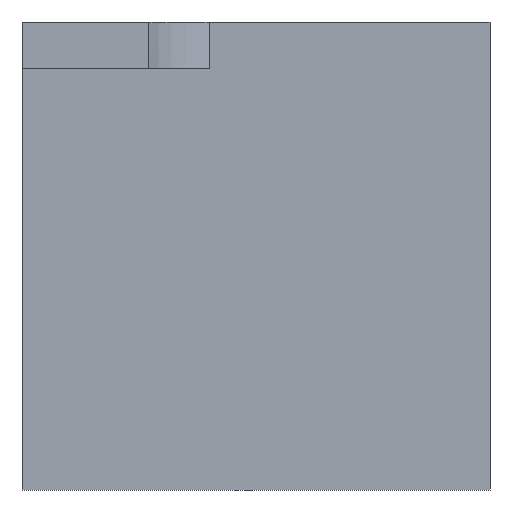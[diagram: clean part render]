
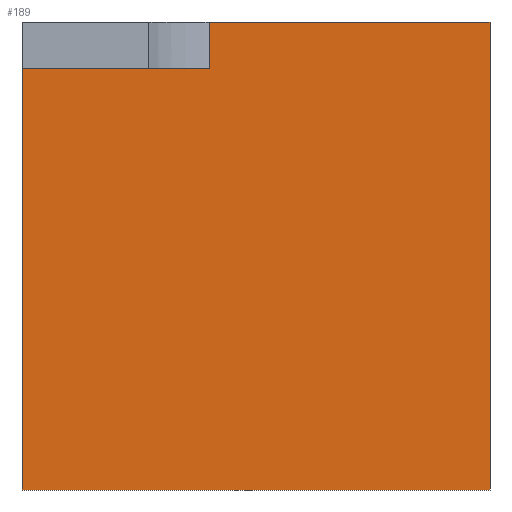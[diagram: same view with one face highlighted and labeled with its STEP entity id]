
A CAD part, front view. The second image highlights one B-rep face of the part: STEP entity #189.
In plain terms, the highlighted planar face has unit normal (0, -1, 0).
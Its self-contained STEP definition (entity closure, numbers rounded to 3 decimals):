
#21 = EDGE_CURVE('',#22,#24,#26,.T.);
#22 = VERTEX_POINT('',#23);
#23 = CARTESIAN_POINT('',(0.,0.,0.));
#24 = VERTEX_POINT('',#25);
#25 = CARTESIAN_POINT('',(0.,0.,0.9));
#26 = SURFACE_CURVE('',#27,(#31,#43),.PCURVE_S1.);
#27 = LINE('',#28,#29);
#28 = CARTESIAN_POINT('',(0.,0.,0.));
#29 = VECTOR('',#30,1.);
#30 = DIRECTION('',(0.,0.,1.));
#31 = PCURVE('',#32,#37);
#32 = PLANE('',#33);
#33 = AXIS2_PLACEMENT_3D('',#34,#35,#36);
#34 = CARTESIAN_POINT('',(0.,0.,0.));
#35 = DIRECTION('',(1.,0.,-0.));
#36 = DIRECTION('',(0.,0.,1.));
#37 = DEFINITIONAL_REPRESENTATION('',(#38),#42);
#38 = LINE('',#39,#40);
#39 = CARTESIAN_POINT('',(0.,0.));
#40 = VECTOR('',#41,1.);
#41 = DIRECTION('',(1.,0.));
#42 = ( GEOMETRIC_REPRESENTATION_CONTEXT(2) 
PARAMETRIC_REPRESENTATION_CONTEXT() REPRESENTATION_CONTEXT('2D SPACE',''
  ) );
#43 = PCURVE('',#44,#49);
#44 = PLANE('',#45);
#45 = AXIS2_PLACEMENT_3D('',#46,#47,#48);
#46 = CARTESIAN_POINT('',(0.,0.,0.));
#47 = DIRECTION('',(-0.,1.,0.));
#48 = DIRECTION('',(0.,0.,1.));
#49 = DEFINITIONAL_REPRESENTATION('',(#50),#54);
#50 = LINE('',#51,#52);
#51 = CARTESIAN_POINT('',(0.,0.));
#52 = VECTOR('',#53,1.);
#53 = DIRECTION('',(1.,0.));
#54 = ( GEOMETRIC_REPRESENTATION_CONTEXT(2) 
PARAMETRIC_REPRESENTATION_CONTEXT() REPRESENTATION_CONTEXT('2D SPACE',''
  ) );
#72 = PLANE('',#73);
#73 = AXIS2_PLACEMENT_3D('',#74,#75,#76);
#74 = CARTESIAN_POINT('',(0.,0.,0.));
#75 = DIRECTION('',(0.,0.,1.));
#76 = DIRECTION('',(1.,0.,-0.));
#179 = PLANE('',#180);
#180 = AXIS2_PLACEMENT_3D('',#181,#182,#183);
#181 = CARTESIAN_POINT('',(-0.6,-0.4,0.9));
#182 = DIRECTION('',(0.,0.,1.));
#183 = DIRECTION('',(1.,0.,-0.));
#189 = ADVANCED_FACE('',(#190),#44,.F.);
#190 = FACE_BOUND('',#191,.F.);
#191 = EDGE_LOOP('',(#192,#222,#243,#244,#265,#291));
#192 = ORIENTED_EDGE('',*,*,#193,.F.);
#193 = EDGE_CURVE('',#194,#196,#198,.T.);
#194 = VERTEX_POINT('',#195);
#195 = CARTESIAN_POINT('',(1.,0.,0.));
#196 = VERTEX_POINT('',#197);
#197 = CARTESIAN_POINT('',(1.,0.,1.));
#198 = SURFACE_CURVE('',#199,(#203,#210),.PCURVE_S1.);
#199 = LINE('',#200,#201);
#200 = CARTESIAN_POINT('',(1.,0.,0.));
#201 = VECTOR('',#202,1.);
#202 = DIRECTION('',(0.,0.,1.));
#203 = PCURVE('',#44,#204);
#204 = DEFINITIONAL_REPRESENTATION('',(#205),#209);
#205 = LINE('',#206,#207);
#206 = CARTESIAN_POINT('',(0.,1.));
#207 = VECTOR('',#208,1.);
#208 = DIRECTION('',(1.,0.));
#209 = ( GEOMETRIC_REPRESENTATION_CONTEXT(2) 
PARAMETRIC_REPRESENTATION_CONTEXT() REPRESENTATION_CONTEXT('2D SPACE',''
  ) );
#210 = PCURVE('',#211,#216);
#211 = PLANE('',#212);
#212 = AXIS2_PLACEMENT_3D('',#213,#214,#215);
#213 = CARTESIAN_POINT('',(1.,0.,0.));
#214 = DIRECTION('',(1.,0.,-0.));
#215 = DIRECTION('',(0.,0.,1.));
#216 = DEFINITIONAL_REPRESENTATION('',(#217),#221);
#217 = LINE('',#218,#219);
#218 = CARTESIAN_POINT('',(0.,0.));
#219 = VECTOR('',#220,1.);
#220 = DIRECTION('',(1.,0.));
#221 = ( GEOMETRIC_REPRESENTATION_CONTEXT(2) 
PARAMETRIC_REPRESENTATION_CONTEXT() REPRESENTATION_CONTEXT('2D SPACE',''
  ) );
#222 = ORIENTED_EDGE('',*,*,#223,.F.);
#223 = EDGE_CURVE('',#22,#194,#224,.T.);
#224 = SURFACE_CURVE('',#225,(#229,#236),.PCURVE_S1.);
#225 = LINE('',#226,#227);
#226 = CARTESIAN_POINT('',(0.,0.,0.));
#227 = VECTOR('',#228,1.);
#228 = DIRECTION('',(1.,0.,-0.));
#229 = PCURVE('',#44,#230);
#230 = DEFINITIONAL_REPRESENTATION('',(#231),#235);
#231 = LINE('',#232,#233);
#232 = CARTESIAN_POINT('',(0.,0.));
#233 = VECTOR('',#234,1.);
#234 = DIRECTION('',(0.,1.));
#235 = ( GEOMETRIC_REPRESENTATION_CONTEXT(2) 
PARAMETRIC_REPRESENTATION_CONTEXT() REPRESENTATION_CONTEXT('2D SPACE',''
  ) );
#236 = PCURVE('',#72,#237);
#237 = DEFINITIONAL_REPRESENTATION('',(#238),#242);
#238 = LINE('',#239,#240);
#239 = CARTESIAN_POINT('',(0.,0.));
#240 = VECTOR('',#241,1.);
#241 = DIRECTION('',(1.,0.));
#242 = ( GEOMETRIC_REPRESENTATION_CONTEXT(2) 
PARAMETRIC_REPRESENTATION_CONTEXT() REPRESENTATION_CONTEXT('2D SPACE',''
  ) );
#243 = ORIENTED_EDGE('',*,*,#21,.T.);
#244 = ORIENTED_EDGE('',*,*,#245,.T.);
#245 = EDGE_CURVE('',#24,#246,#248,.T.);
#246 = VERTEX_POINT('',#247);
#247 = CARTESIAN_POINT('',(0.4,0.,0.9));
#248 = SURFACE_CURVE('',#249,(#253,#259),.PCURVE_S1.);
#249 = LINE('',#250,#251);
#250 = CARTESIAN_POINT('',(-0.3,0.,0.9));
#251 = VECTOR('',#252,1.);
#252 = DIRECTION('',(1.,0.,-0.));
#253 = PCURVE('',#44,#254);
#254 = DEFINITIONAL_REPRESENTATION('',(#255),#258);
#255 = B_SPLINE_CURVE_WITH_KNOTS('',1,(#256,#257),.UNSPECIFIED.,.F.,.F.,
  (2,2),(0.3,0.7),.PIECEWISE_BEZIER_KNOTS.);
#256 = CARTESIAN_POINT('',(0.9,0.));
#257 = CARTESIAN_POINT('',(0.9,0.4));
#258 = ( GEOMETRIC_REPRESENTATION_CONTEXT(2) 
PARAMETRIC_REPRESENTATION_CONTEXT() REPRESENTATION_CONTEXT('2D SPACE',''
  ) );
#259 = PCURVE('',#179,#260);
#260 = DEFINITIONAL_REPRESENTATION('',(#261),#264);
#261 = B_SPLINE_CURVE_WITH_KNOTS('',1,(#262,#263),.UNSPECIFIED.,.F.,.F.,
  (2,2),(0.3,0.7),.PIECEWISE_BEZIER_KNOTS.);
#262 = CARTESIAN_POINT('',(0.6,0.4));
#263 = CARTESIAN_POINT('',(1.,0.4));
#264 = ( GEOMETRIC_REPRESENTATION_CONTEXT(2) 
PARAMETRIC_REPRESENTATION_CONTEXT() REPRESENTATION_CONTEXT('2D SPACE',''
  ) );
#265 = ORIENTED_EDGE('',*,*,#266,.F.);
#266 = EDGE_CURVE('',#267,#246,#269,.T.);
#267 = VERTEX_POINT('',#268);
#268 = CARTESIAN_POINT('',(0.4,0.,1.));
#269 = SURFACE_CURVE('',#270,(#274,#280),.PCURVE_S1.);
#270 = LINE('',#271,#272);
#271 = CARTESIAN_POINT('',(0.4,0.,0.45));
#272 = VECTOR('',#273,1.);
#273 = DIRECTION('',(-0.,0.,-1.));
#274 = PCURVE('',#44,#275);
#275 = DEFINITIONAL_REPRESENTATION('',(#276),#279);
#276 = B_SPLINE_CURVE_WITH_KNOTS('',1,(#277,#278),.UNSPECIFIED.,.F.,.F.,
  (2,2),(-0.55,-0.45),.PIECEWISE_BEZIER_KNOTS.);
#277 = CARTESIAN_POINT('',(1.,0.4));
#278 = CARTESIAN_POINT('',(0.9,0.4));
#279 = ( GEOMETRIC_REPRESENTATION_CONTEXT(2) 
PARAMETRIC_REPRESENTATION_CONTEXT() REPRESENTATION_CONTEXT('2D SPACE',''
  ) );
#280 = PCURVE('',#281,#286);
#281 = PLANE('',#282);
#282 = AXIS2_PLACEMENT_3D('',#283,#284,#285);
#283 = CARTESIAN_POINT('',(0.4,-0.4,0.9));
#284 = DIRECTION('',(1.,0.,-0.));
#285 = DIRECTION('',(0.,0.,1.));
#286 = DEFINITIONAL_REPRESENTATION('',(#287),#290);
#287 = B_SPLINE_CURVE_WITH_KNOTS('',1,(#288,#289),.UNSPECIFIED.,.F.,.F.,
  (2,2),(-0.55,-0.45),.PIECEWISE_BEZIER_KNOTS.);
#288 = CARTESIAN_POINT('',(0.1,-0.4));
#289 = CARTESIAN_POINT('',(0.,-0.4));
#290 = ( GEOMETRIC_REPRESENTATION_CONTEXT(2) 
PARAMETRIC_REPRESENTATION_CONTEXT() REPRESENTATION_CONTEXT('2D SPACE',''
  ) );
#291 = ORIENTED_EDGE('',*,*,#292,.T.);
#292 = EDGE_CURVE('',#267,#196,#293,.T.);
#293 = SURFACE_CURVE('',#294,(#298,#305),.PCURVE_S1.);
#294 = LINE('',#295,#296);
#295 = CARTESIAN_POINT('',(0.,0.,1.));
#296 = VECTOR('',#297,1.);
#297 = DIRECTION('',(1.,0.,-0.));
#298 = PCURVE('',#44,#299);
#299 = DEFINITIONAL_REPRESENTATION('',(#300),#304);
#300 = LINE('',#301,#302);
#301 = CARTESIAN_POINT('',(1.,0.));
#302 = VECTOR('',#303,1.);
#303 = DIRECTION('',(0.,1.));
#304 = ( GEOMETRIC_REPRESENTATION_CONTEXT(2) 
PARAMETRIC_REPRESENTATION_CONTEXT() REPRESENTATION_CONTEXT('2D SPACE',''
  ) );
#305 = PCURVE('',#306,#311);
#306 = PLANE('',#307);
#307 = AXIS2_PLACEMENT_3D('',#308,#309,#310);
#308 = CARTESIAN_POINT('',(0.,0.,1.));
#309 = DIRECTION('',(0.,0.,1.));
#310 = DIRECTION('',(1.,0.,-0.));
#311 = DEFINITIONAL_REPRESENTATION('',(#312),#316);
#312 = LINE('',#313,#314);
#313 = CARTESIAN_POINT('',(0.,0.));
#314 = VECTOR('',#315,1.);
#315 = DIRECTION('',(1.,0.));
#316 = ( GEOMETRIC_REPRESENTATION_CONTEXT(2) 
PARAMETRIC_REPRESENTATION_CONTEXT() REPRESENTATION_CONTEXT('2D SPACE',''
  ) );
